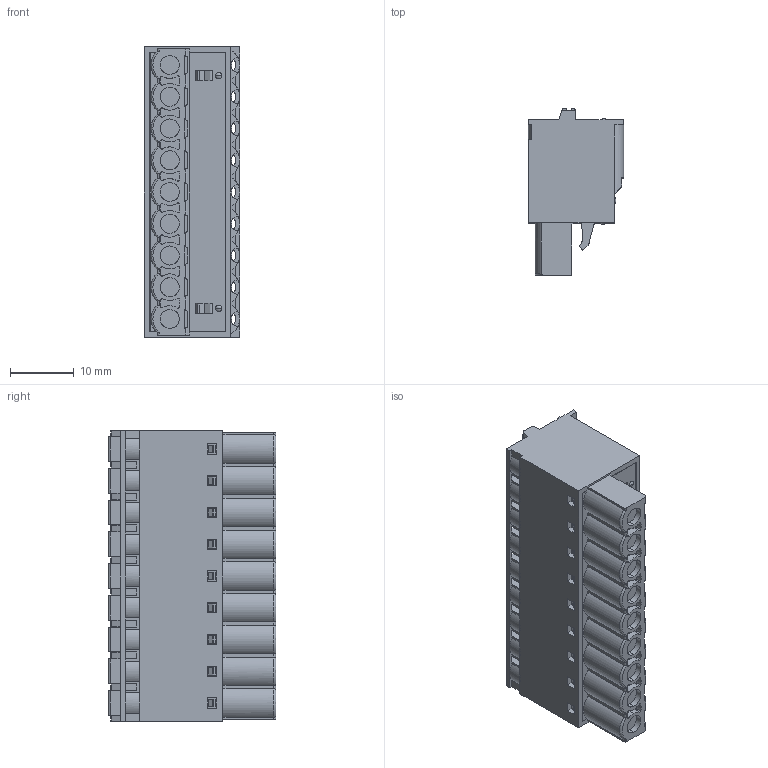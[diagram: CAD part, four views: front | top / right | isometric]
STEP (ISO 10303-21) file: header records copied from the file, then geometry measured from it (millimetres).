
FILE_DESCRIPTION( ('This file contains a STEP AP42 implementation' ,'as created by ZW3D STEP Interface translator.') ,'2;1' );
FILE_NAME( 'PF500S-1F09ASMN1.stp' ,'231127.1710 4', (''), ('ZWCAD Software Co.'), 'Version 1.0', 'ZW3D to STEP translator', '' );
FILE_SCHEMA(('AUTOMOTIVE_DESIGN { 1 0 10303 214 1 1 1 1 }'));
Length unit declared in the file: millimetre
Products named in the file (4): 0; PF500S-1F09ASMN1; manifold_solid_brep_25845.prt_16; manifold_solid_brep_25934.prt_16
Assembly tree (18 placements, depth 2):
  0
  PF500S-1F09ASMN1
    manifold_solid_brep_25845.prt_16  x9
    manifold_solid_brep_25934.prt_16  x9
Bounding box: 15 x 26.35 x 45.7 mm (x, y, z)
Volume: 9515.6 mm3; surface area: 17680.1 mm2
Topology: 19 solids, 19 shells, 3459 faces, 8906 edges, 5492 vertices
Faces by surface type: plane 2385, bspline 656, cylinder 378, sphere 22, cone 18
Full cylindrical faces by diameter (mm): 0.562 x1, 1.2 x1
Entity records: 96491 total; most frequent: CARTESIAN_POINT 54400, ORIENTED_EDGE 11132, EDGE_CURVE 5566, B_SPLINE_CURVE_WITH_KNOTS 4810, DIRECTION 3937, VERTEX_POINT 3572, EDGE_LOOP 2166, FACE_OUTER_BOUND 2003
